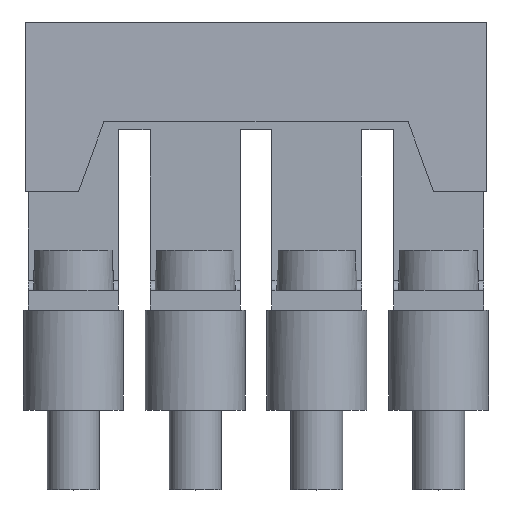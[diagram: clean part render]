
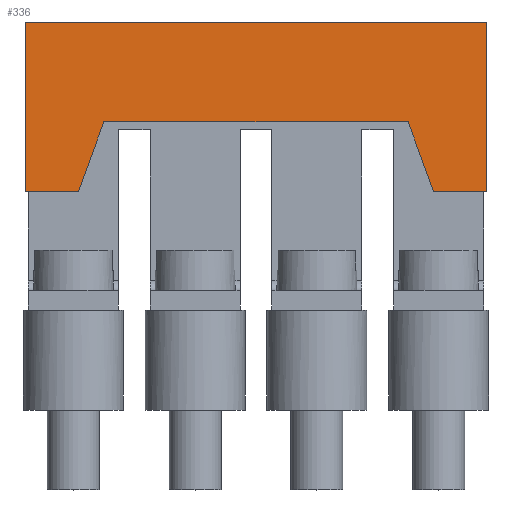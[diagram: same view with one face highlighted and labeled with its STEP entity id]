
A CAD part, top view. The second image highlights one B-rep face of the part: STEP entity #336.
In plain terms, the highlighted planar face has unit normal (0, 0.018, 1).
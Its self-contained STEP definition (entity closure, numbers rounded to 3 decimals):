
#336=ADVANCED_FACE('',(#558),#461,.T.);
#461=PLANE('',#2152);
#558=FACE_OUTER_BOUND('',#652,.T.);
#652=EDGE_LOOP('',(#1215,#1216,#1217,#1218,#1219,#1220,#1221,#1222));
#840=LINE('',#3088,#1010);
#846=LINE('',#3100,#1016);
#854=LINE('',#3115,#1024);
#855=LINE('',#3117,#1025);
#856=LINE('',#3119,#1026);
#857=LINE('',#3121,#1027);
#858=LINE('',#3122,#1028);
#859=LINE('',#3124,#1029);
#1010=VECTOR('',#2419,1.);
#1016=VECTOR('',#2429,1.);
#1024=VECTOR('',#2441,1.);
#1025=VECTOR('',#2442,1.);
#1026=VECTOR('',#2443,1.);
#1027=VECTOR('',#2444,1.);
#1028=VECTOR('',#2445,1.);
#1029=VECTOR('',#2446,1.);
#1215=ORIENTED_EDGE('',*,*,#1925,.F.);
#1216=ORIENTED_EDGE('',*,*,#1917,.F.);
#1217=ORIENTED_EDGE('',*,*,#1926,.F.);
#1218=ORIENTED_EDGE('',*,*,#1927,.F.);
#1219=ORIENTED_EDGE('',*,*,#1928,.F.);
#1220=ORIENTED_EDGE('',*,*,#1911,.T.);
#1221=ORIENTED_EDGE('',*,*,#1929,.F.);
#1222=ORIENTED_EDGE('',*,*,#1930,.F.);
#1730=VERTEX_POINT('',#3087);
#1731=VERTEX_POINT('',#3089);
#1734=VERTEX_POINT('',#3099);
#1735=VERTEX_POINT('',#3101);
#1740=VERTEX_POINT('',#3116);
#1741=VERTEX_POINT('',#3118);
#1742=VERTEX_POINT('',#3120);
#1743=VERTEX_POINT('',#3123);
#1911=EDGE_CURVE('',#1731,#1730,#840,.T.);
#1917=EDGE_CURVE('',#1734,#1735,#846,.T.);
#1925=EDGE_CURVE('',#1735,#1740,#854,.T.);
#1926=EDGE_CURVE('',#1741,#1734,#855,.T.);
#1927=EDGE_CURVE('',#1742,#1741,#856,.T.);
#1928=EDGE_CURVE('',#1731,#1742,#857,.T.);
#1929=EDGE_CURVE('',#1743,#1730,#858,.T.);
#1930=EDGE_CURVE('',#1740,#1743,#859,.T.);
#2152=AXIS2_PLACEMENT_3D('',#3125,#2447,#2448);
#2419=DIRECTION('',(-1.,0.,0.));
#2429=DIRECTION('',(-1.,0.,0.));
#2441=DIRECTION('',(-0.342,-0.94,0.016));
#2442=DIRECTION('',(-0.342,0.94,-0.016));
#2443=DIRECTION('',(-1.,0.,0.));
#2444=DIRECTION('',(0.,-1.,0.017));
#2445=DIRECTION('',(0.,1.,-0.017));
#2446=DIRECTION('',(-1.,0.,0.));
#2447=DIRECTION('',(0.,0.017,1.));
#2448=DIRECTION('',(0.,-1.,0.017));
#3087=CARTESIAN_POINT('',(-36.77,0.5,1.513));
#3088=CARTESIAN_POINT('',(7.318,0.5,1.513));
#3089=CARTESIAN_POINT('',(-13.63,0.5,1.513));
#3099=CARTESIAN_POINT('',(-17.579,-4.5,1.6));
#3100=CARTESIAN_POINT('',(21.983,-4.5,1.6));
#3101=CARTESIAN_POINT('',(-32.821,-4.5,1.6));
#3115=CARTESIAN_POINT('',(-31.88,-1.915,1.555));
#3116=CARTESIAN_POINT('',(-34.095,-8.,1.661));
#3117=CARTESIAN_POINT('',(-16.108,-8.542,1.671));
#3118=CARTESIAN_POINT('',(-16.305,-8.,1.661));
#3119=CARTESIAN_POINT('',(-14.617,-8.,1.661));
#3120=CARTESIAN_POINT('',(-13.63,-8.,1.661));
#3121=CARTESIAN_POINT('',(-13.63,-8.,1.661));
#3122=CARTESIAN_POINT('',(-36.77,-8.,1.661));
#3123=CARTESIAN_POINT('',(-36.77,-8.,1.661));
#3124=CARTESIAN_POINT('',(-15.157,-8.,1.661));
#3125=CARTESIAN_POINT('',(21.983,-8.,1.661));
